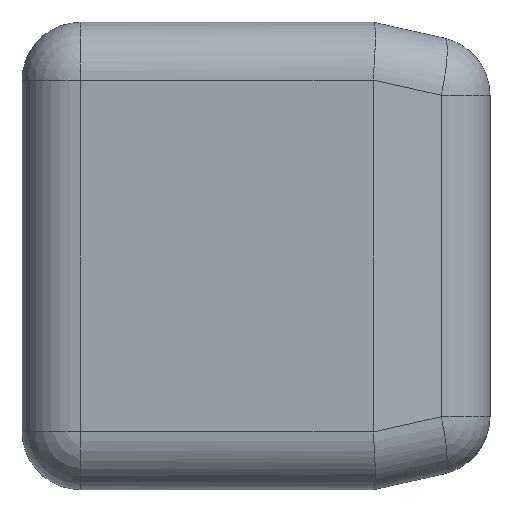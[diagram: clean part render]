
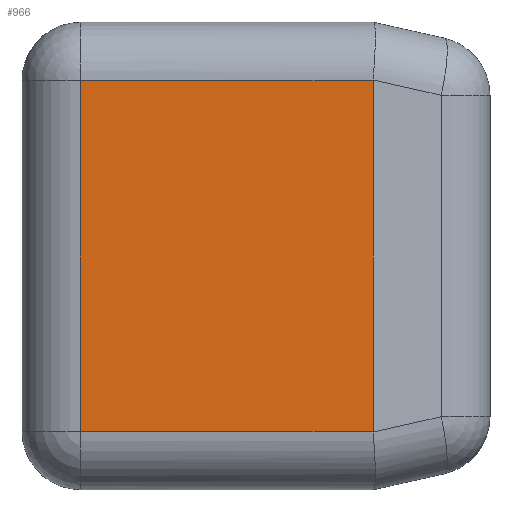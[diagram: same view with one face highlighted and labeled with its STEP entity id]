
A CAD part, front view. The second image highlights one B-rep face of the part: STEP entity #966.
In plain terms, the highlighted planar face has unit normal (0, -1, 0).
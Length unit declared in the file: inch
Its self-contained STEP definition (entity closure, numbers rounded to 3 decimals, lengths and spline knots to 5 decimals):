
#76 = LINE ( 'NONE', #738, #282 ) ;
#86 = DIRECTION ( 'NONE',  ( 0., 0., -1. ) ) ;
#144 = VECTOR ( 'NONE', #577, 39.37008 ) ;
#153 = DIRECTION ( 'NONE',  ( 0., 0., -1. ) ) ;
#207 = CARTESIAN_POINT ( 'NONE',  ( -0.701, -0.31175, -0.3 ) ) ;
#210 = FACE_OUTER_BOUND ( 'NONE', #768, .T. ) ;
#274 = CARTESIAN_POINT ( 'NONE',  ( -0.701, -0.31175, -0.4 ) ) ;
#282 = VECTOR ( 'NONE', #959, 39.37008 ) ;
#289 = VERTEX_POINT ( 'NONE', #381 ) ;
#324 = VERTEX_POINT ( 'NONE', #207 ) ;
#381 = CARTESIAN_POINT ( 'NONE',  ( -0.2, -0.31175, 0.3 ) ) ;
#400 = ORIENTED_EDGE ( 'NONE', *, *, #705, .F. ) ;
#407 = DIRECTION ( 'NONE',  ( 0., -1., 0. ) ) ;
#486 = PLANE ( 'NONE',  #583 ) ;
#506 = VERTEX_POINT ( 'NONE', #552 ) ;
#552 = CARTESIAN_POINT ( 'NONE',  ( -0.2, -0.31175, -0.3 ) ) ;
#562 = CARTESIAN_POINT ( 'NONE',  ( -1.67222, -0.31175, 0.4 ) ) ;
#577 = DIRECTION ( 'NONE',  ( -1., 0., 0. ) ) ;
#583 = AXIS2_PLACEMENT_3D ( 'NONE', #562, #407, #153 ) ;
#659 = VECTOR ( 'NONE', #86, 39.37008 ) ;
#705 = EDGE_CURVE ( 'NONE', #289, #506, #905, .T. ) ;
#722 = ORIENTED_EDGE ( 'NONE', *, *, #1050, .T. ) ;
#726 = VERTEX_POINT ( 'NONE', #930 ) ;
#738 = CARTESIAN_POINT ( 'NONE',  ( -1.67222, -0.31175, -0.3 ) ) ;
#745 = LINE ( 'NONE', #1049, #144 ) ;
#768 = EDGE_LOOP ( 'NONE', ( #887, #796, #400, #722 ) ) ;
#789 = LINE ( 'NONE', #274, #1069 ) ;
#796 = ORIENTED_EDGE ( 'NONE', *, *, #1026, .T. ) ;
#799 = EDGE_CURVE ( 'NONE', #726, #324, #789, .T. ) ;
#843 = DIRECTION ( 'NONE',  ( 0., 0., -1. ) ) ;
#887 = ORIENTED_EDGE ( 'NONE', *, *, #799, .T. ) ;
#905 = LINE ( 'NONE', #1011, #659 ) ;
#930 = CARTESIAN_POINT ( 'NONE',  ( -0.701, -0.31175, 0.3 ) ) ;
#959 = DIRECTION ( 'NONE',  ( 1., 0., 0. ) ) ;
#966 = ADVANCED_FACE ( 'NONE', ( #210 ), #486, .T. ) ;
#1011 = CARTESIAN_POINT ( 'NONE',  ( -0.2, -0.31175, 0.4 ) ) ;
#1026 = EDGE_CURVE ( 'NONE', #324, #506, #76, .T. ) ;
#1049 = CARTESIAN_POINT ( 'NONE',  ( -1.67222, -0.31175, 0.3 ) ) ;
#1050 = EDGE_CURVE ( 'NONE', #289, #726, #745, .T. ) ;
#1069 = VECTOR ( 'NONE', #843, 39.37008 ) ;
